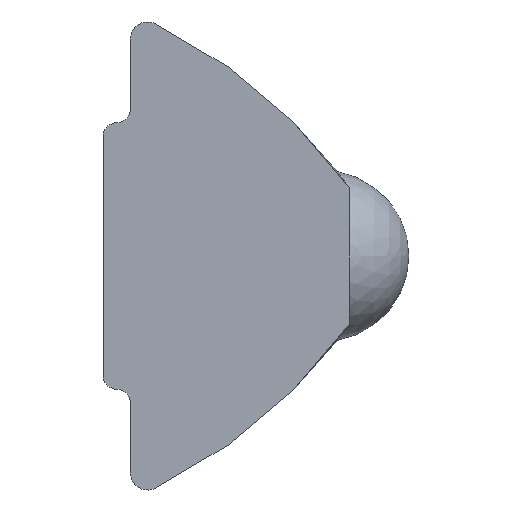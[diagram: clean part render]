
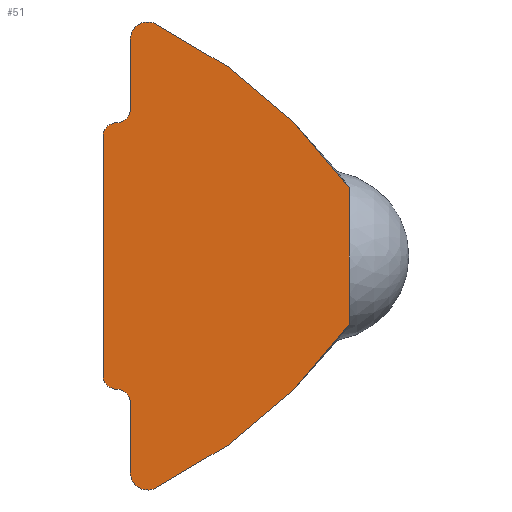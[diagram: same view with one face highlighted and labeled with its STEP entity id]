
A CAD part, left-side view. The second image highlights one B-rep face of the part: STEP entity #51.
In plain terms, the highlighted planar face has unit normal (-1, 0, 0).
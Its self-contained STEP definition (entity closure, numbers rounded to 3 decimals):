
#51 = ADVANCED_FACE( '', ( #111 ), #112, .F. );
#111 = FACE_OUTER_BOUND( '', #181, .T. );
#112 = PLANE( '', #182 );
#181 = EDGE_LOOP( '', ( #264, #265, #266, #267, #268, #269, #270, #271, #272, #273, #274, #275 ) );
#182 = AXIS2_PLACEMENT_3D( '', #276, #277, #278 );
#264 = ORIENTED_EDGE( '', *, *, #412, .F. );
#265 = ORIENTED_EDGE( '', *, *, #420, .T. );
#266 = ORIENTED_EDGE( '', *, *, #421, .F. );
#267 = ORIENTED_EDGE( '', *, *, #422, .F. );
#268 = ORIENTED_EDGE( '', *, *, #423, .F. );
#269 = ORIENTED_EDGE( '', *, *, #424, .T. );
#270 = ORIENTED_EDGE( '', *, *, #425, .F. );
#271 = ORIENTED_EDGE( '', *, *, #408, .F. );
#272 = ORIENTED_EDGE( '', *, *, #404, .F. );
#273 = ORIENTED_EDGE( '', *, *, #426, .F. );
#274 = ORIENTED_EDGE( '', *, *, #427, .F. );
#275 = ORIENTED_EDGE( '', *, *, #428, .F. );
#276 = CARTESIAN_POINT( '', ( 0., 5.9, 6.35 ) );
#277 = DIRECTION( '', ( 1., 0., 0. ) );
#278 = DIRECTION( '', ( 0., 0., -1. ) );
#404 = EDGE_CURVE( '', #472, #474, #475, .T. );
#408 = EDGE_CURVE( '', #474, #480, #481, .T. );
#412 = EDGE_CURVE( '', #486, #487, #488, .T. );
#420 = EDGE_CURVE( '', #486, #500, #501, .T. );
#421 = EDGE_CURVE( '', #502, #500, #503, .T. );
#422 = EDGE_CURVE( '', #504, #502, #505, .T. );
#423 = EDGE_CURVE( '', #506, #504, #507, .T. );
#424 = EDGE_CURVE( '', #506, #508, #509, .T. );
#425 = EDGE_CURVE( '', #480, #508, #510, .T. );
#426 = EDGE_CURVE( '', #511, #472, #512, .T. );
#427 = EDGE_CURVE( '', #513, #511, #514, .T. );
#428 = EDGE_CURVE( '', #487, #513, #515, .T. );
#472 = VERTEX_POINT( '', #585 );
#474 = VERTEX_POINT( '', #588 );
#475 = CIRCLE( '', #589, 15. );
#480 = VERTEX_POINT( '', #595 );
#481 = CIRCLE( '', #596, 0.5 );
#486 = VERTEX_POINT( '', #602 );
#487 = VERTEX_POINT( '', #603 );
#488 = LINE( '', #604, #605 );
#500 = VERTEX_POINT( '', #620 );
#501 = CIRCLE( '', #621, 0.4 );
#502 = VERTEX_POINT( '', #622 );
#503 = CIRCLE( '', #623, 0.4 );
#504 = VERTEX_POINT( '', #624 );
#505 = LINE( '', #625, #626 );
#506 = VERTEX_POINT( '', #627 );
#507 = CIRCLE( '', #628, 0.4 );
#508 = VERTEX_POINT( '', #629 );
#509 = CIRCLE( '', #630, 0.4 );
#510 = LINE( '', #631, #632 );
#511 = VERTEX_POINT( '', #633 );
#512 = LINE( '', #634, #635 );
#513 = VERTEX_POINT( '', #636 );
#514 = CIRCLE( '', #637, 15. );
#515 = CIRCLE( '', #638, 0.5 );
#585 = CARTESIAN_POINT( '', ( 0., 0., -2. ) );
#588 = CARTESIAN_POINT( '', ( 0., 5.7, -6.808 ) );
#589 = AXIS2_PLACEMENT_3D( '', #714, #715, #716 );
#595 = CARTESIAN_POINT( '', ( 0., 6.4, -6.35 ) );
#596 = AXIS2_PLACEMENT_3D( '', #721, #722, #723 );
#602 = CARTESIAN_POINT( '', ( 0., 6.4, 4.3 ) );
#603 = CARTESIAN_POINT( '', ( 0., 6.4, 6.35 ) );
#604 = CARTESIAN_POINT( '', ( 0., 6.4, 4.3 ) );
#605 = VECTOR( '', #728, 1000. );
#620 = CARTESIAN_POINT( '', ( 0., 6.8, 3.9 ) );
#621 = AXIS2_PLACEMENT_3D( '', #738, #739, #740 );
#622 = CARTESIAN_POINT( '', ( 0., 7.2, 3.5 ) );
#623 = AXIS2_PLACEMENT_3D( '', #741, #742, #743 );
#624 = CARTESIAN_POINT( '', ( 0., 7.2, -3.5 ) );
#625 = CARTESIAN_POINT( '', ( 0., 7.2, -3.5 ) );
#626 = VECTOR( '', #744, 1000. );
#627 = CARTESIAN_POINT( '', ( 0., 6.8, -3.9 ) );
#628 = AXIS2_PLACEMENT_3D( '', #745, #746, #747 );
#629 = CARTESIAN_POINT( '', ( 0., 6.4, -4.3 ) );
#630 = AXIS2_PLACEMENT_3D( '', #748, #749, #750 );
#631 = CARTESIAN_POINT( '', ( 0., 6.4, -6.35 ) );
#632 = VECTOR( '', #751, 1000. );
#633 = CARTESIAN_POINT( '', ( 0., 0., 2. ) );
#634 = CARTESIAN_POINT( '', ( 0., 0., 2. ) );
#635 = VECTOR( '', #752, 1000. );
#636 = CARTESIAN_POINT( '', ( 0., 5.7, 6.808 ) );
#637 = AXIS2_PLACEMENT_3D( '', #753, #754, #755 );
#638 = AXIS2_PLACEMENT_3D( '', #756, #757, #758 );
#714 = CARTESIAN_POINT( '', ( 0., 12.218, 6.701 ) );
#715 = DIRECTION( '', ( 1., 0., 0. ) );
#716 = DIRECTION( '', ( 0., 0., -1. ) );
#721 = CARTESIAN_POINT( '', ( 0., 5.9, -6.35 ) );
#722 = DIRECTION( '', ( 1., 0., 0. ) );
#723 = DIRECTION( '', ( 0., 0., -1. ) );
#728 = DIRECTION( '', ( 0., 0., 1. ) );
#738 = CARTESIAN_POINT( '', ( 0., 6.8, 4.3 ) );
#739 = DIRECTION( '', ( 1., 0., 0. ) );
#740 = DIRECTION( '', ( 0., 0., -1. ) );
#741 = CARTESIAN_POINT( '', ( 0., 6.8, 3.5 ) );
#742 = DIRECTION( '', ( 1., 0., 0. ) );
#743 = DIRECTION( '', ( 0., 0., -1. ) );
#744 = DIRECTION( '', ( 0., 0., 1. ) );
#745 = CARTESIAN_POINT( '', ( 0., 6.8, -3.5 ) );
#746 = DIRECTION( '', ( 1., 0., 0. ) );
#747 = DIRECTION( '', ( 0., 0., -1. ) );
#748 = CARTESIAN_POINT( '', ( 0., 6.8, -4.3 ) );
#749 = DIRECTION( '', ( 1., 0., 0. ) );
#750 = DIRECTION( '', ( 0., 0., -1. ) );
#751 = DIRECTION( '', ( 0., 0., 1. ) );
#752 = DIRECTION( '', ( 0., 0., -1. ) );
#753 = CARTESIAN_POINT( '', ( 0., 12.218, -6.701 ) );
#754 = DIRECTION( '', ( 1., 0., 0. ) );
#755 = DIRECTION( '', ( 0., 0., -1. ) );
#756 = CARTESIAN_POINT( '', ( 0., 5.9, 6.35 ) );
#757 = DIRECTION( '', ( 1., 0., 0. ) );
#758 = DIRECTION( '', ( 0., 0., -1. ) );
